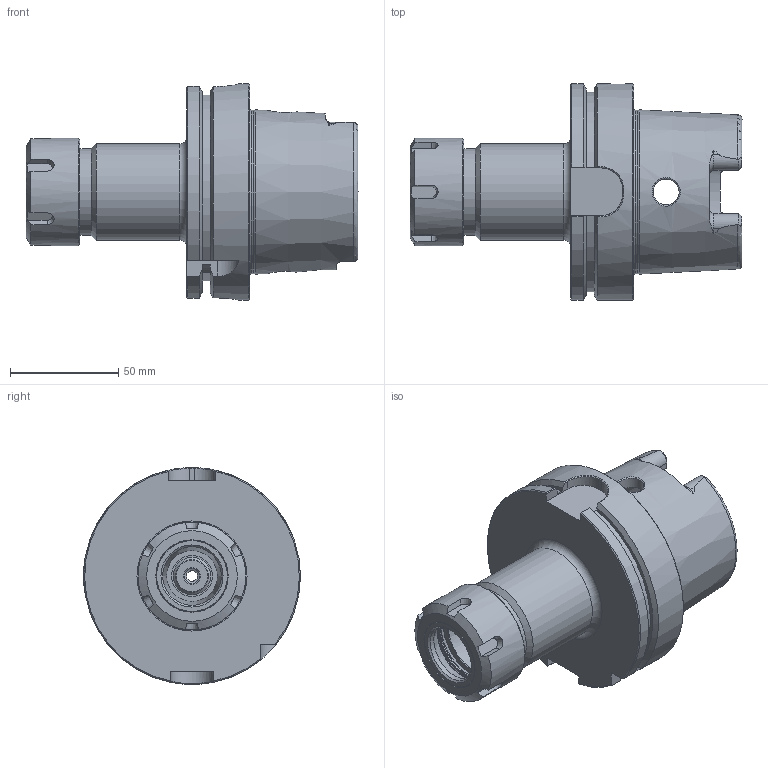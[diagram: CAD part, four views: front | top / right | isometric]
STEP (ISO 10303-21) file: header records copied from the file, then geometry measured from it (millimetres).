
FILE_DESCRIPTION((''),'2;1');
FILE_NAME('H100-32ER406.stp','2014-08-08T15:17:06',('kaykin'),(''),'Autodesk Inventor 2012','Autodesk Inventor 2012','');
FILE_SCHEMA(('AUTOMOTIVE_DESIGN { 1 0 10303 214 1 1 1 1 }'));
Length unit declared in the file: inch
Products named in the file (4): H100-32ER406; H100-32ER4-1; 32ERPN; BS-11
Assembly tree (3 placements, depth 2):
  H100-32ER406
    H100-32ER4-1
    32ERPN
    BS-11
Bounding box: 153.12 x 100 x 100 mm (x, y, z)
Volume: 338286 mm3; surface area: 72572.3 mm2
Topology: 3 solids, 3 shells, 197 faces, 485 edges, 302 vertices
Faces by surface type: plane 76, cylinder 46, cone 46, torus 18, bspline 11
Full cylindrical faces by diameter (mm): 7.112 x1, 10 x1, 12 x3, 15.113 x2, 17.297 x1, 18.923 x1, 22.377 x1, 23.165 x1, 23.495 x1, 25.016 x1, 27 x1, 30.48 x1, 33.147 x1, 38.684 x1, 40 x1, 40.513 x1, 44.45 x1, 49.733 x1, 53 x2, 63 x1, 75.364 x1, 100 x1
Entity records: 6498 total; most frequent: CARTESIAN_POINT 2120, DIRECTION 821, ORIENTED_EDGE 818, EDGE_CURVE 409, AXIS2_PLACEMENT_3D 345, VERTEX_POINT 290, EDGE_LOOP 279, FACE_OUTER_BOUND 197
